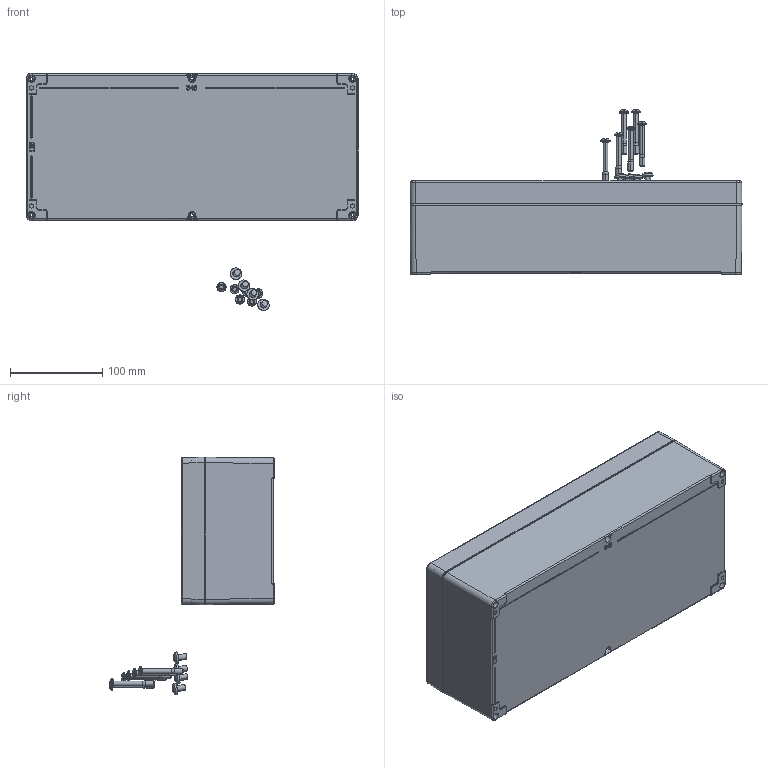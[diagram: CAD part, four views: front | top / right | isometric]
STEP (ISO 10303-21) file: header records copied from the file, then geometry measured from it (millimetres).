
FILE_DESCRIPTION (( 'STEP AP214' ), '1' );
FILE_NAME ('09163610.STEP', '2008-10-02T12:30:32', ( ' ' ), ( '' ), 'SwSTEP 2.0', 'SolidWorks 2008', '' );
FILE_SCHEMA (( 'AUTOMOTIVE_DESIGN' ));
Length unit declared in the file: millimetre
Products named in the file (9): 93215_Standard; 51012_Standard; 5200.020.0_Standard; 37875_Standard; 09163610; 38875_Standard; 82002_im Deckel eingebaut; 31090-Einpressbuchse_Standard
Assembly tree (21 placements, depth 3):
  09163610
    82002_im Deckel eingebaut
    37875_Standard
      31090-Einpressbuchse_Standard  x6
      37875_Standard
    38875_Standard
    51012_Standard
      93215_Standard  x4
      5200.020.0_Standard  x6
Bounding box: 360 x 179.22 x 257.61 mm (x, y, z)
Volume: 772552.4 mm3; surface area: 479645.4 mm2
Topology: 19 solids, 19 shells, 2904 faces, 7066 edges, 4173 vertices
Faces by surface type: plane 911, bspline 812, cylinder 493, cone 340, torus 293, sphere 55
Entity records: 102683 total; most frequent: CARTESIAN_POINT 56432, ORIENTED_EDGE 10632, DIRECTION 8251, EDGE_CURVE 5316, AXIS2_PLACEMENT_3D 3254, VERTEX_POINT 3121, EDGE_LOOP 2363, FACE_OUTER_BOUND 2268
